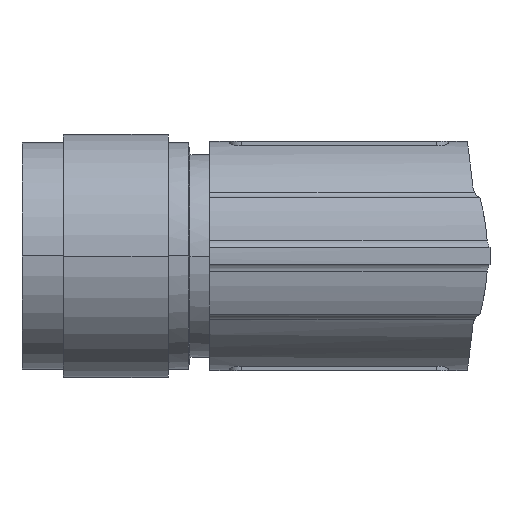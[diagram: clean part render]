
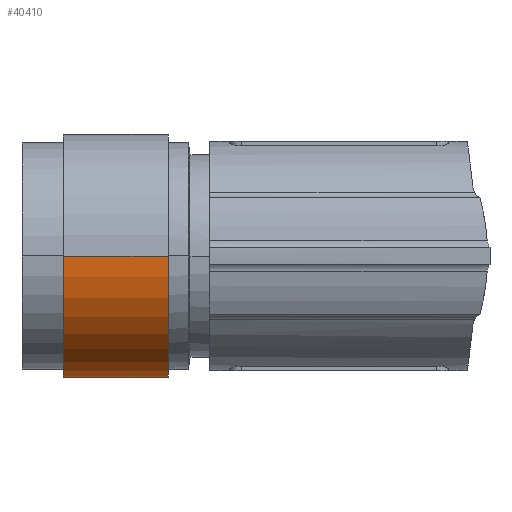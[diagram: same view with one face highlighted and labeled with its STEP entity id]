
A CAD part, left-side view. The second image highlights one B-rep face of the part: STEP entity #40410.
In plain terms, the highlighted cylindrical face has radius 5 mm (diameter 10 mm), a partial arc.
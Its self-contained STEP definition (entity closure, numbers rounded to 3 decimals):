
#39870=CARTESIAN_POINT('',(-23.,7.2,
0.));
#39880=DIRECTION('',(0.,-1.,0.));
#39890=DIRECTION('',(1.,0.,0.));
#39900=AXIS2_PLACEMENT_3D('',#39870,#39880,#39890);
#39910=CIRCLE('',#39900,5.);
#39920=CARTESIAN_POINT('',(-18.,7.2,
0.));
#39930=VERTEX_POINT('',#39920);
#39940=CARTESIAN_POINT('',(-28.,7.2,
0.));
#39950=VERTEX_POINT('',#39940);
#39980=EDGE_CURVE('',#39950,#39930,#39910,.T.);
#40100=CARTESIAN_POINT('',(-23.,6.91,
0.));
#40110=DIRECTION('',(0.,-1.,0.));
#40120=DIRECTION('',(1.,0.,0.));
#40130=AXIS2_PLACEMENT_3D('',#40100,#40110,#40120);
#40140=CYLINDRICAL_SURFACE('',#40130,5.);
#40150=CARTESIAN_POINT('',(-28.,6.91,
0.));
#40160=DIRECTION('',(0.,-1.,0.));
#40170=VECTOR('',#40160,1.);
#40180=LINE('',#40150,#40170);
#40190=CARTESIAN_POINT('',(-28.,11.5,0.))
;
#40200=VERTEX_POINT('',#40190);
#40210=EDGE_CURVE('',#40200,#39950,#40180,.T.);
#40220=ORIENTED_EDGE('',*,*,#40210,.F.);
#40230=ORIENTED_EDGE('',*,*,#39980,.F.);
#40240=CARTESIAN_POINT('',(-18.,6.91,
0.));
#40250=DIRECTION('',(0.,-1.,0.));
#40260=VECTOR('',#40250,1.);
#40270=LINE('',#40240,#40260);
#40280=CARTESIAN_POINT('',(-18.,11.5,0.))
;
#40290=VERTEX_POINT('',#40280);
#40300=EDGE_CURVE('',#40290,#39930,#40270,.T.);
#40310=ORIENTED_EDGE('',*,*,#40300,.T.);
#40320=CARTESIAN_POINT('',(-23.,11.5,0.));
#40330=DIRECTION('',(0.,-1.,0.));
#40340=DIRECTION('',(1.,0.,0.));
#40350=AXIS2_PLACEMENT_3D('',#40320,#40330,#40340);
#40360=CIRCLE('',#40350,5.);
#40370=EDGE_CURVE('',#40200,#40290,#40360,.T.);
#40380=ORIENTED_EDGE('',*,*,#40370,.T.);
#40390=EDGE_LOOP('',(#40380,#40310,#40230,#40220));
#40400=FACE_OUTER_BOUND('',#40390,.T.);
#40410=ADVANCED_FACE('',(#40400),#40140,.T.);
